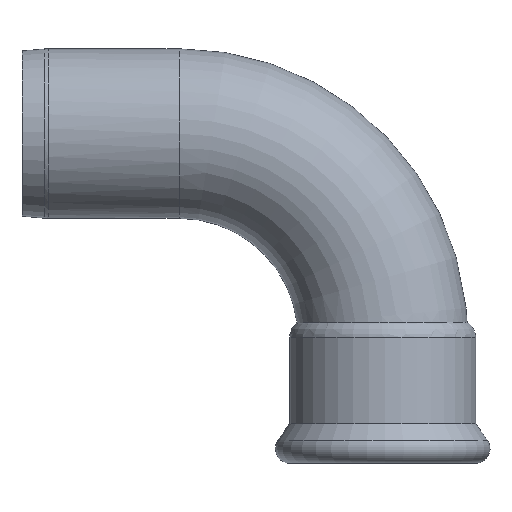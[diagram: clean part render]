
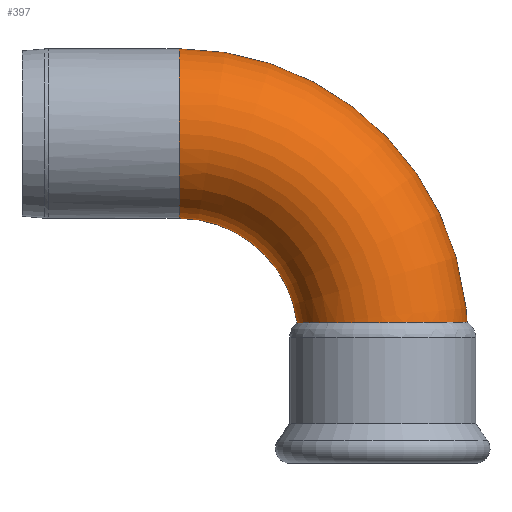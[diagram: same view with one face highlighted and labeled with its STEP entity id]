
A CAD part, front view. The second image highlights one B-rep face of the part: STEP entity #397.
In plain terms, the highlighted toroidal (fillet/blend) face has major radius 42 mm and minor radius 17.5 mm.
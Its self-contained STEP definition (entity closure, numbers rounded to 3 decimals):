
#19=B_SPLINE_CURVE_WITH_KNOTS('',3,(#662,#663,#664,#665,#666,#667,#668,
#669,#670,#671,#672,#673,#674,#675,#676,#677),.UNSPECIFIED.,.F.,.F.,(4,
2,2,2,2,2,2,4),(0.875,1.461,2.144,2.827,
3.51,4.194,4.879,5.508),
 .UNSPECIFIED.);
#20=B_SPLINE_CURVE_WITH_KNOTS('',3,(#679,#680,#681,#682,#683,#684,#685,
#686,#687,#688,#689,#690),.UNSPECIFIED.,.F.,.F.,(4,2,2,2,2,4),(-5.536,
-5.479,-4.792,-4.107,-3.426,
-2.773),.UNSPECIFIED.);
#21=B_SPLINE_CURVE_WITH_KNOTS('',3,(#691,#692,#693,#694,#695,#696,#697,
#698,#699,#700,#701,#702,#703,#704,#705,#706,#707,#708,#709),
 .UNSPECIFIED.,.F.,.F.,(4,2,2,2,2,3,2,2,4),(-2.773,-2.747,
-2.064,-1.376,-0.688,0.,0.388,
0.776,0.875),.UNSPECIFIED.);
#35=TOROIDAL_SURFACE('',#456,42.,17.5);
#61=FACE_OUTER_BOUND('',#87,.T.);
#87=EDGE_LOOP('',(#279,#280,#281,#282,#283,#284,#285));
#138=CIRCLE('',#457,17.5);
#139=CIRCLE('',#458,24.5);
#140=CIRCLE('',#459,17.5);
#165=VERTEX_POINT('',#659);
#166=VERTEX_POINT('',#661);
#167=VERTEX_POINT('',#678);
#169=VERTEX_POINT('',#715);
#170=VERTEX_POINT('',#716);
#205=EDGE_CURVE('',#166,#165,#19,.F.);
#206=EDGE_CURVE('',#167,#166,#20,.F.);
#207=EDGE_CURVE('',#165,#167,#21,.F.);
#210=EDGE_CURVE('',#169,#170,#138,.T.);
#211=EDGE_CURVE('',#170,#167,#139,.T.);
#212=EDGE_CURVE('',#170,#169,#140,.T.);
#279=ORIENTED_EDGE('',*,*,#210,.T.);
#280=ORIENTED_EDGE('',*,*,#211,.T.);
#281=ORIENTED_EDGE('',*,*,#206,.T.);
#282=ORIENTED_EDGE('',*,*,#205,.T.);
#283=ORIENTED_EDGE('',*,*,#207,.T.);
#284=ORIENTED_EDGE('',*,*,#211,.F.);
#285=ORIENTED_EDGE('',*,*,#212,.T.);
#397=ADVANCED_FACE('',(#61),#35,.T.);
#456=AXIS2_PLACEMENT_3D('',#714,#533,#534);
#457=AXIS2_PLACEMENT_3D('',#717,#535,#536);
#458=AXIS2_PLACEMENT_3D('',#718,#537,#538);
#459=AXIS2_PLACEMENT_3D('',#719,#539,#540);
#533=DIRECTION('center_axis',(0.,-1.,0.));
#534=DIRECTION('ref_axis',(1.,0.,0.));
#535=DIRECTION('center_axis',(1.,0.,0.));
#536=DIRECTION('ref_axis',(0.,-1.,0.));
#537=DIRECTION('center_axis',(0.,1.,0.));
#538=DIRECTION('ref_axis',(1.,0.,0.));
#539=DIRECTION('center_axis',(1.,0.,0.));
#540=DIRECTION('ref_axis',(0.,-1.,0.));
#659=CARTESIAN_POINT('',(8.369,15.319,-38.943));
#661=CARTESIAN_POINT('',(-0.109,-17.5,-38.97));
#662=CARTESIAN_POINT('Ctrl Pts',(8.369,15.319,-38.943));
#663=CARTESIAN_POINT('Ctrl Pts',(10.075,14.378,-38.939));
#664=CARTESIAN_POINT('Ctrl Pts',(11.614,13.158,-38.935));
#665=CARTESIAN_POINT('Ctrl Pts',(14.447,10.015,-38.929));
#666=CARTESIAN_POINT('Ctrl Pts',(15.627,8.042,-38.926));
#667=CARTESIAN_POINT('Ctrl Pts',(17.163,3.756,-38.923));
#668=CARTESIAN_POINT('Ctrl Pts',(17.505,1.484,-38.923));
#669=CARTESIAN_POINT('Ctrl Pts',(17.3,-3.064,-38.923));
#670=CARTESIAN_POINT('Ctrl Pts',(16.753,-5.297,-38.924));
#671=CARTESIAN_POINT('Ctrl Pts',(14.835,-9.429,-38.928));
#672=CARTESIAN_POINT('Ctrl Pts',(13.48,-11.288,-38.931));
#673=CARTESIAN_POINT('Ctrl Pts',(10.131,-14.387,-38.939));
#674=CARTESIAN_POINT('Ctrl Pts',(8.168,-15.595,-38.944));
#675=CARTESIAN_POINT('Ctrl Pts',(4.064,-17.126,-38.956));
#676=CARTESIAN_POINT('Ctrl Pts',(1.985,-17.5,-38.962));
#677=CARTESIAN_POINT('Ctrl Pts',(-0.109,-17.5,-38.97));
#678=CARTESIAN_POINT('',(-17.674,0.,-39.084));
#679=CARTESIAN_POINT('Ctrl Pts',(-0.109,-17.5,-38.97));
#680=CARTESIAN_POINT('Ctrl Pts',(-0.299,-17.5,-38.971));
#681=CARTESIAN_POINT('Ctrl Pts',(-0.49,-17.497,-38.972));
#682=CARTESIAN_POINT('Ctrl Pts',(-2.968,-17.416,-38.982));
#683=CARTESIAN_POINT('Ctrl Pts',(-5.22,-16.896,-38.992));
#684=CARTESIAN_POINT('Ctrl Pts',(-9.391,-15.026,-39.015));
#685=CARTESIAN_POINT('Ctrl Pts',(-11.273,-13.695,-39.027));
#686=CARTESIAN_POINT('Ctrl Pts',(-14.412,-10.4,-39.052));
#687=CARTESIAN_POINT('Ctrl Pts',(-15.645,-8.468,-39.063));
#688=CARTESIAN_POINT('Ctrl Pts',(-17.267,-4.33,-39.079));
#689=CARTESIAN_POINT('Ctrl Pts',(-17.674,-2.174,-39.084));
#690=CARTESIAN_POINT('Ctrl Pts',(-17.674,0.,
-39.084));
#691=CARTESIAN_POINT('Ctrl Pts',(-17.674,0.,
-39.084));
#692=CARTESIAN_POINT('Ctrl Pts',(-17.674,0.089,-39.084));
#693=CARTESIAN_POINT('Ctrl Pts',(-17.674,0.177,-39.084));
#694=CARTESIAN_POINT('Ctrl Pts',(-17.637,2.542,-39.083));
#695=CARTESIAN_POINT('Ctrl Pts',(-17.156,4.789,-39.078));
#696=CARTESIAN_POINT('Ctrl Pts',(-15.352,8.986,-39.06));
#697=CARTESIAN_POINT('Ctrl Pts',(-14.041,10.893,-39.048));
#698=CARTESIAN_POINT('Ctrl Pts',(-10.76,14.097,-39.024));
#699=CARTESIAN_POINT('Ctrl Pts',(-8.819,15.364,-39.011));
#700=CARTESIAN_POINT('Ctrl Pts',(-4.565,17.08,-38.989));
#701=CARTESIAN_POINT('Ctrl Pts',(-2.292,17.514,-38.979));
#702=CARTESIAN_POINT('Ctrl Pts',(0.,17.5,-38.97));
#703=CARTESIAN_POINT('Ctrl Pts',(1.295,17.492,-38.965));
#704=CARTESIAN_POINT('Ctrl Pts',(2.585,17.341,-38.961));
#705=CARTESIAN_POINT('Ctrl Pts',(5.106,16.758,-38.953));
#706=CARTESIAN_POINT('Ctrl Pts',(6.331,16.328,-38.949));
#707=CARTESIAN_POINT('Ctrl Pts',(7.792,15.626,-38.945));
#708=CARTESIAN_POINT('Ctrl Pts',(8.082,15.476,-38.944));
#709=CARTESIAN_POINT('Ctrl Pts',(8.369,15.319,-38.943));
#714=CARTESIAN_POINT('Origin',(-42.,0.,-42.));
#715=CARTESIAN_POINT('',(-42.,17.5,0.));
#716=CARTESIAN_POINT('',(-42.,0.,-17.5));
#717=CARTESIAN_POINT('Origin',(-42.,0.,0.));
#718=CARTESIAN_POINT('Origin',(-42.,0.,-42.));
#719=CARTESIAN_POINT('Origin',(-42.,0.,0.));
